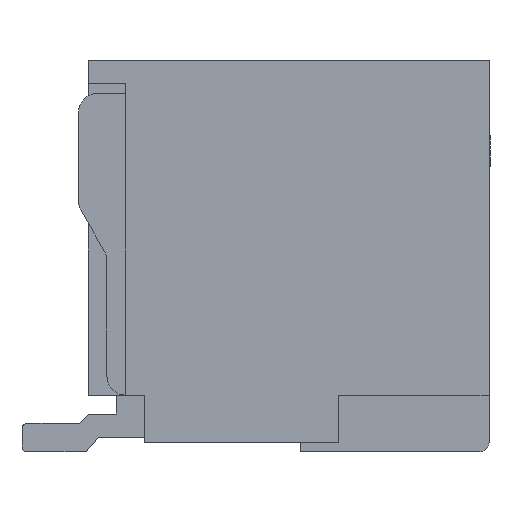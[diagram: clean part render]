
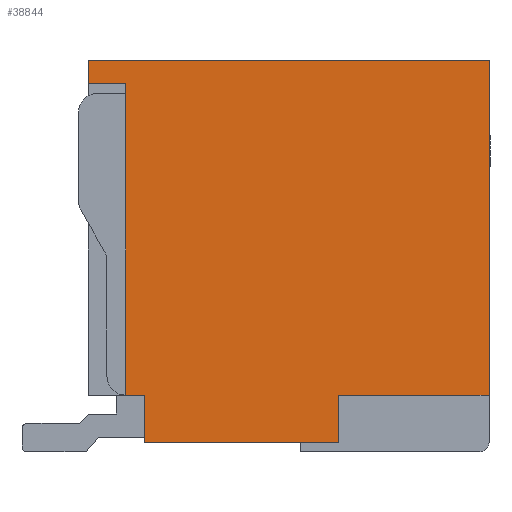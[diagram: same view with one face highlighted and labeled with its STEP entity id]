
A CAD part, left-side view. The second image highlights one B-rep face of the part: STEP entity #38844.
In plain terms, the highlighted planar face has unit normal (-1, 0, 0).
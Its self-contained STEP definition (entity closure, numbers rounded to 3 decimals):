
#91 = EDGE_CURVE ( 'NONE', #18844, #38960, #35660, .T. ) ;
#2625 = CARTESIAN_POINT ( 'NONE',  ( -9.75, 2.178, 3.8 ) ) ;
#2750 = DIRECTION ( 'NONE',  ( 0., -1., 0. ) ) ;
#3692 = DIRECTION ( 'NONE',  ( 0., 0., -1. ) ) ;
#3960 = CARTESIAN_POINT ( 'NONE',  ( -9.75, 1.778, 0.5 ) ) ;
#4065 = CARTESIAN_POINT ( 'NONE',  ( -9.75, 2.178, 3.8 ) ) ;
#4264 = CARTESIAN_POINT ( 'NONE',  ( -9.75, 1.778, 0.5 ) ) ;
#4609 = CARTESIAN_POINT ( 'NONE',  ( -9.75, 1.578, 0.5 ) ) ;
#5074 = VERTEX_POINT ( 'NONE', #14525 ) ;
#5844 = AXIS2_PLACEMENT_3D ( 'NONE', #42699, #6014, #20866 ) ;
#6014 = DIRECTION ( 'NONE',  ( 1., 0., 0. ) ) ;
#6151 = LINE ( 'NONE', #32786, #34554 ) ;
#7387 = LINE ( 'NONE', #29723, #7470 ) ;
#7470 = VECTOR ( 'NONE', #44295, 1000. ) ;
#8072 = LINE ( 'NONE', #33511, #19770 ) ;
#8604 = CARTESIAN_POINT ( 'NONE',  ( -9.75, 2.178, 4.05 ) ) ;
#9406 = DIRECTION ( 'NONE',  ( 0., -1., 0. ) ) ;
#9799 = ORIENTED_EDGE ( 'NONE', *, *, #37302, .T. ) ;
#10064 = VERTEX_POINT ( 'NONE', #36472 ) ;
#10069 = DIRECTION ( 'NONE',  ( 0., -1., 0. ) ) ;
#10235 = VERTEX_POINT ( 'NONE', #13599 ) ;
#10468 = ORIENTED_EDGE ( 'NONE', *, *, #14172, .F. ) ;
#10483 = CARTESIAN_POINT ( 'NONE',  ( -9.75, -2.072, 4.05 ) ) ;
#10611 = DIRECTION ( 'NONE',  ( 0., 0., -1. ) ) ;
#13599 = CARTESIAN_POINT ( 'NONE',  ( -9.75, -0.472, 0.5 ) ) ;
#13647 = FACE_OUTER_BOUND ( 'NONE', #47362, .T. ) ;
#14172 = EDGE_CURVE ( 'NONE', #38960, #37931, #8072, .T. ) ;
#14525 = CARTESIAN_POINT ( 'NONE',  ( -9.75, 1.778, 3.8 ) ) ;
#14600 = VERTEX_POINT ( 'NONE', #4264 ) ;
#16386 = CARTESIAN_POINT ( 'NONE',  ( -9.75, -2.072, 0. ) ) ;
#18366 = ORIENTED_EDGE ( 'NONE', *, *, #27642, .T. ) ;
#18414 = VECTOR ( 'NONE', #40780, 1000. ) ;
#18844 = VERTEX_POINT ( 'NONE', #8604 ) ;
#19132 = CARTESIAN_POINT ( 'NONE',  ( -9.75, 1.578, 0. ) ) ;
#19770 = VECTOR ( 'NONE', #3692, 1000. ) ;
#20136 = VERTEX_POINT ( 'NONE', #33052 ) ;
#20866 = DIRECTION ( 'NONE',  ( 0., 0., 1. ) ) ;
#20937 = EDGE_CURVE ( 'NONE', #14600, #34332, #43365, .T. ) ;
#21389 = CARTESIAN_POINT ( 'NONE',  ( -9.75, -2.072, 0.5 ) ) ;
#21761 = CARTESIAN_POINT ( 'NONE',  ( -9.75, 2.178, 0.5 ) ) ;
#22118 = EDGE_CURVE ( 'NONE', #20136, #10235, #6151, .T. ) ;
#23260 = EDGE_CURVE ( 'NONE', #10064, #20136, #24068, .T. ) ;
#23864 = VECTOR ( 'NONE', #38510, 1000. ) ;
#24068 = LINE ( 'NONE', #16386, #23864 ) ;
#25422 = LINE ( 'NONE', #40549, #38912 ) ;
#25808 = LINE ( 'NONE', #3960, #30158 ) ;
#25958 = ORIENTED_EDGE ( 'NONE', *, *, #20937, .T. ) ;
#26312 = DIRECTION ( 'NONE',  ( 0., 0., -1. ) ) ;
#26614 = LINE ( 'NONE', #19132, #18414 ) ;
#27642 = EDGE_CURVE ( 'NONE', #10235, #37931, #7387, .T. ) ;
#28103 = PLANE ( 'NONE',  #5844 ) ;
#28502 = VECTOR ( 'NONE', #9406, 1000. ) ;
#29723 = CARTESIAN_POINT ( 'NONE',  ( -9.75, -2.072, 0.5 ) ) ;
#30158 = VECTOR ( 'NONE', #26312, 1000. ) ;
#30324 = ORIENTED_EDGE ( 'NONE', *, *, #42633, .T. ) ;
#30336 = VECTOR ( 'NONE', #2750, 1000. ) ;
#32642 = VECTOR ( 'NONE', #10069, 1000. ) ;
#32786 = CARTESIAN_POINT ( 'NONE',  ( -9.75, -0.472, 0. ) ) ;
#33052 = CARTESIAN_POINT ( 'NONE',  ( -9.75, -0.472, 0. ) ) ;
#33511 = CARTESIAN_POINT ( 'NONE',  ( -9.75, -2.072, 4.05 ) ) ;
#34332 = VERTEX_POINT ( 'NONE', #4609 ) ;
#34554 = VECTOR ( 'NONE', #39499, 1000. ) ;
#35660 = LINE ( 'NONE', #10483, #30336 ) ;
#36472 = CARTESIAN_POINT ( 'NONE',  ( -9.75, 1.578, 0. ) ) ;
#37033 = ORIENTED_EDGE ( 'NONE', *, *, #22118, .T. ) ;
#37119 = ORIENTED_EDGE ( 'NONE', *, *, #40583, .T. ) ;
#37302 = EDGE_CURVE ( 'NONE', #5074, #14600, #25808, .T. ) ;
#37931 = VERTEX_POINT ( 'NONE', #21389 ) ;
#38510 = DIRECTION ( 'NONE',  ( 0., -1., 0. ) ) ;
#38844 = ADVANCED_FACE ( 'NONE', ( #13647 ), #28103, .F. ) ;
#38886 = ORIENTED_EDGE ( 'NONE', *, *, #91, .F. ) ;
#38912 = VECTOR ( 'NONE', #10611, 1000. ) ;
#38960 = VERTEX_POINT ( 'NONE', #43876 ) ;
#39499 = DIRECTION ( 'NONE',  ( 0., 0., 1. ) ) ;
#40549 = CARTESIAN_POINT ( 'NONE',  ( -9.75, 2.178, 4.05 ) ) ;
#40583 = EDGE_CURVE ( 'NONE', #18844, #45421, #25422, .T. ) ;
#40780 = DIRECTION ( 'NONE',  ( 0., 0., -1. ) ) ;
#40796 = ORIENTED_EDGE ( 'NONE', *, *, #23260, .T. ) ;
#41598 = ORIENTED_EDGE ( 'NONE', *, *, #43393, .T. ) ;
#42633 = EDGE_CURVE ( 'NONE', #34332, #10064, #26614, .T. ) ;
#42699 = CARTESIAN_POINT ( 'NONE',  ( -9.75, -2.072, 4.05 ) ) ;
#43365 = LINE ( 'NONE', #21761, #32642 ) ;
#43393 = EDGE_CURVE ( 'NONE', #45421, #5074, #45815, .T. ) ;
#43876 = CARTESIAN_POINT ( 'NONE',  ( -9.75, -2.072, 4.05 ) ) ;
#44295 = DIRECTION ( 'NONE',  ( 0., -1., 0. ) ) ;
#45421 = VERTEX_POINT ( 'NONE', #4065 ) ;
#45815 = LINE ( 'NONE', #2625, #28502 ) ;
#47362 = EDGE_LOOP ( 'NONE', ( #37033, #18366, #10468, #38886, #37119, #41598, #9799, #25958, #30324, #40796 ) ) ;
